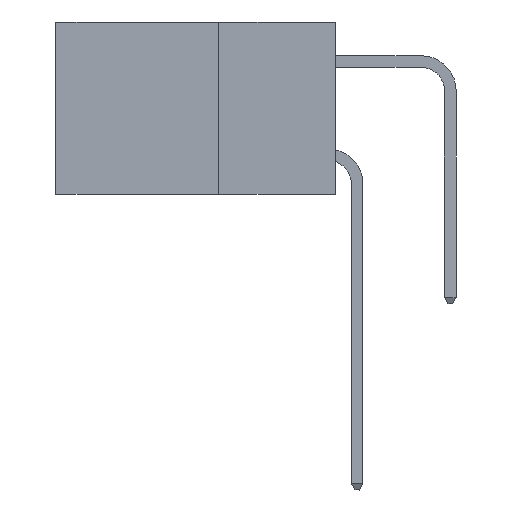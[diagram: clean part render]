
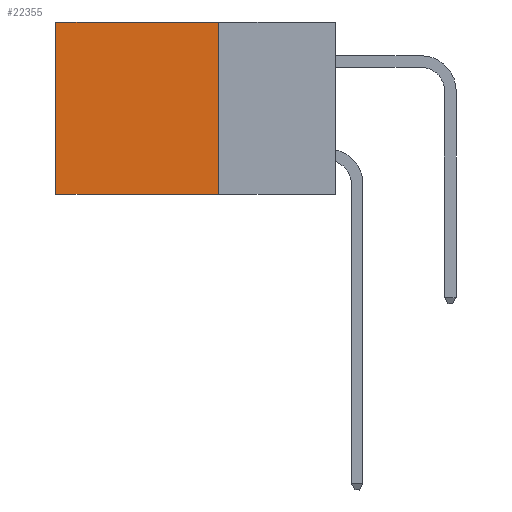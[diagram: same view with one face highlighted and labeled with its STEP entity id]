
A CAD part, left-side view. The second image highlights one B-rep face of the part: STEP entity #22355.
In plain terms, the highlighted planar face has unit normal (-1, 0, 0).
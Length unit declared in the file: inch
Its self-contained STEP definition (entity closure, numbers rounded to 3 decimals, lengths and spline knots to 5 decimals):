
#1467 = DIRECTION ( 'NONE',  ( 0., 1., 0. ) ) ;
#1895 = CARTESIAN_POINT ( 'NONE',  ( 0.2875, 0.25, 0. ) ) ;
#3299 = CARTESIAN_POINT ( 'NONE',  ( 0.2875, 0.6, 0. ) ) ;
#4278 = DIRECTION ( 'NONE',  ( 0., 1., 0. ) ) ;
#4820 = VERTEX_POINT ( 'NONE', #6917 ) ;
#6129 = VECTOR ( 'NONE', #1467, 39.37008 ) ;
#6510 = CARTESIAN_POINT ( 'NONE',  ( 0.2875, 0.6, -0.37 ) ) ;
#6763 = VECTOR ( 'NONE', #21576, 39.37008 ) ;
#6917 = CARTESIAN_POINT ( 'NONE',  ( 0.2875, 0.25, -0.37 ) ) ;
#10127 = DIRECTION ( 'NONE',  ( 1., 0., 0. ) ) ;
#10899 = EDGE_LOOP ( 'NONE', ( #22460, #22518, #13004, #14369 ) ) ;
#11823 = EDGE_CURVE ( 'NONE', #12956, #4820, #18114, .T. ) ;
#12415 = PLANE ( 'NONE',  #25870 ) ;
#12956 = VERTEX_POINT ( 'NONE', #21607 ) ;
#13004 = ORIENTED_EDGE ( 'NONE', *, *, #11823, .F. ) ;
#13267 = VERTEX_POINT ( 'NONE', #6510 ) ;
#13424 = EDGE_CURVE ( 'NONE', #17804, #13267, #20112, .T. ) ;
#14057 = DIRECTION ( 'NONE',  ( 0., 0., -1. ) ) ;
#14369 = ORIENTED_EDGE ( 'NONE', *, *, #24923, .T. ) ;
#15923 = CARTESIAN_POINT ( 'NONE',  ( 0.2875, 0.6, 0. ) ) ;
#16324 = DIRECTION ( 'NONE',  ( 0., 0., -1. ) ) ;
#16563 = CARTESIAN_POINT ( 'NONE',  ( 0.2875, 0.25, -0.37 ) ) ;
#17804 = VERTEX_POINT ( 'NONE', #3299 ) ;
#18114 = LINE ( 'NONE', #24682, #24328 ) ;
#19389 = VECTOR ( 'NONE', #4278, 39.37008 ) ;
#19943 = LINE ( 'NONE', #21940, #6129 ) ;
#20112 = LINE ( 'NONE', #15923, #6763 ) ;
#20518 = FACE_OUTER_BOUND ( 'NONE', #10899, .T. ) ;
#21008 = EDGE_CURVE ( 'NONE', #4820, #13267, #21126, .T. ) ;
#21126 = LINE ( 'NONE', #16563, #19389 ) ;
#21576 = DIRECTION ( 'NONE',  ( 0., 0., -1. ) ) ;
#21607 = CARTESIAN_POINT ( 'NONE',  ( 0.2875, 0.25, 0. ) ) ;
#21940 = CARTESIAN_POINT ( 'NONE',  ( 0.2875, 0.25, 0. ) ) ;
#22355 = ADVANCED_FACE ( 'NONE', ( #20518 ), #12415, .F. ) ;
#22460 = ORIENTED_EDGE ( 'NONE', *, *, #13424, .T. ) ;
#22518 = ORIENTED_EDGE ( 'NONE', *, *, #21008, .F. ) ;
#24328 = VECTOR ( 'NONE', #14057, 39.37008 ) ;
#24682 = CARTESIAN_POINT ( 'NONE',  ( 0.2875, 0.25, 0. ) ) ;
#24923 = EDGE_CURVE ( 'NONE', #12956, #17804, #19943, .T. ) ;
#25870 = AXIS2_PLACEMENT_3D ( 'NONE', #1895, #10127, #16324 ) ;
